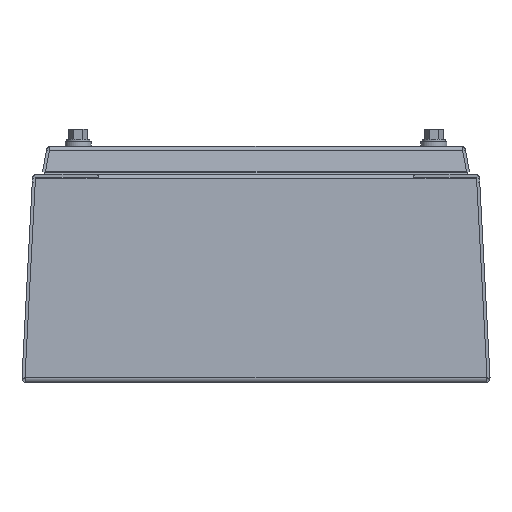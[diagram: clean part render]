
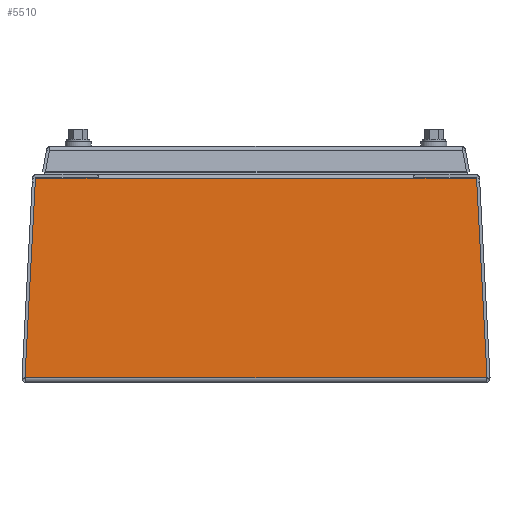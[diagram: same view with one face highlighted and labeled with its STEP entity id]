
A CAD part, left-side view. The second image highlights one B-rep face of the part: STEP entity #5510.
In plain terms, the highlighted planar face has unit normal (-0.999, 0, 0.052).
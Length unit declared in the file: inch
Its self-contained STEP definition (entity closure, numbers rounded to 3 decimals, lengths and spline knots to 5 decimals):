
#60 = ORIENTED_EDGE ( 'NONE', *, *, #15581, .T. ) ;
#246 = VECTOR ( 'NONE', #3507, 39.37008 ) ;
#477 = VERTEX_POINT ( 'NONE', #2292 ) ;
#532 = FACE_OUTER_BOUND ( 'NONE', #17756, .T. ) ;
#974 = CARTESIAN_POINT ( 'NONE',  ( -5.77021, -3.05773, 3.9185 ) ) ;
#1481 = CARTESIAN_POINT ( 'NONE',  ( -5.97082, -4.43079, 0.0905 ) ) ;
#1905 = EDGE_CURVE ( 'NONE', #10623, #7478, #17675, .T. ) ;
#1928 = PLANE ( 'NONE',  #11770 ) ;
#2292 = CARTESIAN_POINT ( 'NONE',  ( -5.77021, 4.23017, 3.9185 ) ) ;
#2836 = CARTESIAN_POINT ( 'NONE',  ( -5.97082, -30.85702, 0.0905 ) ) ;
#2933 = DIRECTION ( 'NONE',  ( 0., -1., 0. ) ) ;
#3507 = DIRECTION ( 'NONE',  ( 0., 1., 0. ) ) ;
#4036 = EDGE_CURVE ( 'NONE', #9851, #10623, #18108, .T. ) ;
#4625 = ORIENTED_EDGE ( 'NONE', *, *, #9645, .T. ) ;
#4729 = CARTESIAN_POINT ( 'NONE',  ( -5.77021, 4.23017, 3.9185 ) ) ;
#5405 = LINE ( 'NONE', #2836, #10146 ) ;
#5510 = ADVANCED_FACE ( 'NONE', ( #532 ), #1928, .T. ) ;
#5989 = CARTESIAN_POINT ( 'NONE',  ( -5.77021, -3.02773, 3.9185 ) ) ;
#5993 = VECTOR ( 'NONE', #14200, 39.37008 ) ;
#6040 = DIRECTION ( 'NONE',  ( 0., 1., 0. ) ) ;
#6257 = ORIENTED_EDGE ( 'NONE', *, *, #1905, .T. ) ;
#6385 = DIRECTION ( 'NONE',  ( 0.052, 0., 0.999 ) ) ;
#6441 = CARTESIAN_POINT ( 'NONE',  ( -5.77021, -3.05773, 3.9185 ) ) ;
#7245 = ORIENTED_EDGE ( 'NONE', *, *, #13627, .T. ) ;
#7478 = VERTEX_POINT ( 'NONE', #10013 ) ;
#7651 = CARTESIAN_POINT ( 'NONE',  ( -5.77021, -30.85702, 3.9185 ) ) ;
#7705 = CARTESIAN_POINT ( 'NONE',  ( -5.97242, -30.85702, 0.05998 ) ) ;
#8452 = DIRECTION ( 'NONE',  ( 0., 1., 0. ) ) ;
#9068 = VERTEX_POINT ( 'NONE', #16337 ) ;
#9645 = EDGE_CURVE ( 'NONE', #9939, #9851, #12682, .T. ) ;
#9851 = VERTEX_POINT ( 'NONE', #17676 ) ;
#9939 = VERTEX_POINT ( 'NONE', #16559 ) ;
#10013 = CARTESIAN_POINT ( 'NONE',  ( -5.77021, 3.02773, 3.9185 ) ) ;
#10146 = VECTOR ( 'NONE', #2933, 39.37008 ) ;
#10437 = DIRECTION ( 'NONE',  ( -0.999, 0., 0.052 ) ) ;
#10507 = DIRECTION ( 'NONE',  ( -0.052, 0.052, -0.997 ) ) ;
#10623 = VERTEX_POINT ( 'NONE', #5989 ) ;
#10721 = VECTOR ( 'NONE', #6040, 39.37008 ) ;
#11255 = ORIENTED_EDGE ( 'NONE', *, *, #15511, .T. ) ;
#11387 = VECTOR ( 'NONE', #8452, 39.37008 ) ;
#11770 = AXIS2_PLACEMENT_3D ( 'NONE', #7705, #10437, #6385 ) ;
#11931 = LINE ( 'NONE', #4729, #15348 ) ;
#12682 = LINE ( 'NONE', #1481, #5993 ) ;
#13627 = EDGE_CURVE ( 'NONE', #9068, #9939, #5405, .T. ) ;
#14200 = DIRECTION ( 'NONE',  ( 0.052, 0.052, 0.997 ) ) ;
#15161 = LINE ( 'NONE', #6441, #246 ) ;
#15348 = VECTOR ( 'NONE', #10507, 39.37008 ) ;
#15511 = EDGE_CURVE ( 'NONE', #477, #9068, #11931, .T. ) ;
#15581 = EDGE_CURVE ( 'NONE', #7478, #477, #15161, .T. ) ;
#16144 = ORIENTED_EDGE ( 'NONE', *, *, #4036, .T. ) ;
#16337 = CARTESIAN_POINT ( 'NONE',  ( -5.97082, 4.43079, 0.0905 ) ) ;
#16559 = CARTESIAN_POINT ( 'NONE',  ( -5.97082, -4.43079, 0.0905 ) ) ;
#17675 = LINE ( 'NONE', #7651, #10721 ) ;
#17676 = CARTESIAN_POINT ( 'NONE',  ( -5.77021, -4.23017, 3.9185 ) ) ;
#17756 = EDGE_LOOP ( 'NONE', ( #16144, #6257, #60, #11255, #7245, #4625 ) ) ;
#18108 = LINE ( 'NONE', #974, #11387 ) ;
